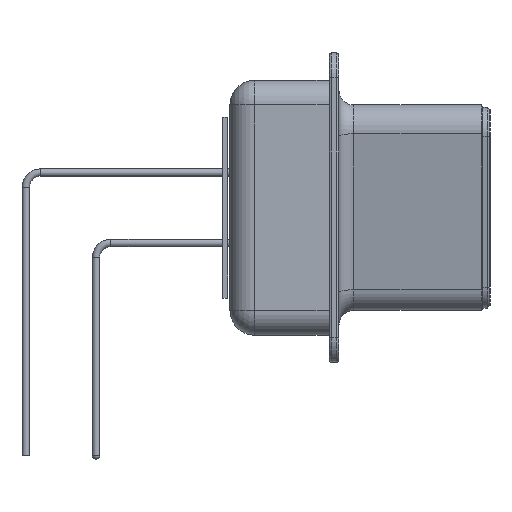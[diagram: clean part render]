
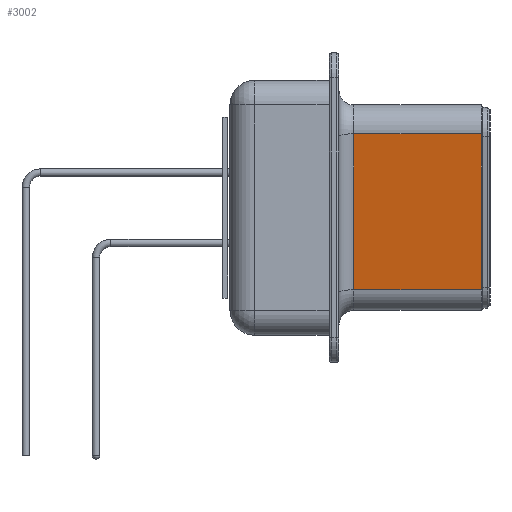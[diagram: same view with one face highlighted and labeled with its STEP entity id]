
A CAD part, left-side view. The second image highlights one B-rep face of the part: STEP entity #3002.
In plain terms, the highlighted planar face has unit normal (-0.986, 0, -0.165).
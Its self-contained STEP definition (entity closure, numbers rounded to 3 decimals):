
#84=DIRECTION('',(0.,-1.,0.));
#997=VECTOR('',#84,1.);
#2799=DIRECTION('',(-0.986,0.,-0.165));
#2803=VECTOR('',#2804,1.);
#2804=DIRECTION('',(0.165,0.,-0.986));
#2825=VERTEX_POINT('',#2826);
#2826=CARTESIAN_POINT('',(-52.136,-18.4,9.235));
#2863=VERTEX_POINT('',#2864);
#2864=CARTESIAN_POINT('',(-51.084,-18.4,2.935));
#2867=ORIENTED_EDGE('',*,*,#2868,.F.);
#2868=EDGE_CURVE('',#2825,#2863,#2869,.T.);
#2869=LINE('',#2826,#2803);
#2974=VERTEX_POINT('',#2975);
#2975=CARTESIAN_POINT('',(-52.136,-13.25,9.235));
#2980=EDGE_CURVE('',#2974,#2825,#2981,.T.);
#2981=LINE('',#2982,#997);
#2982=CARTESIAN_POINT('',(-52.136,-12.65,9.235));
#3002=ADVANCED_FACE('',(#3003),#3017,.T.);
#3003=FACE_BOUND('',#3004,.T.);
#3004=EDGE_LOOP('',(#3005,#2867,#3011,#3012));
#3005=ORIENTED_EDGE('',*,*,#3006,.T.);
#3006=EDGE_CURVE('',#3007,#2863,#3009,.T.);
#3007=VERTEX_POINT('',#3008);
#3008=CARTESIAN_POINT('',(-51.084,-13.25,2.935));
#3009=LINE('',#3010,#997);
#3010=CARTESIAN_POINT('',(-51.084,-12.65,2.935));
#3011=ORIENTED_EDGE('',*,*,#2980,.F.);
#3012=ORIENTED_EDGE('',*,*,#3013,.F.);
#3013=EDGE_CURVE('',#3007,#2974,#3014,.T.);
#3014=LINE('',#3008,#3015);
#3015=VECTOR('',#3016,1.);
#3016=DIRECTION('',(-0.165,0.,0.986));
#3017=PLANE('',#3018);
#3018=AXIS2_PLACEMENT_3D('',#3019,#2799,#3016);
#3019=CARTESIAN_POINT('',(-50.945,-12.65,2.1));
